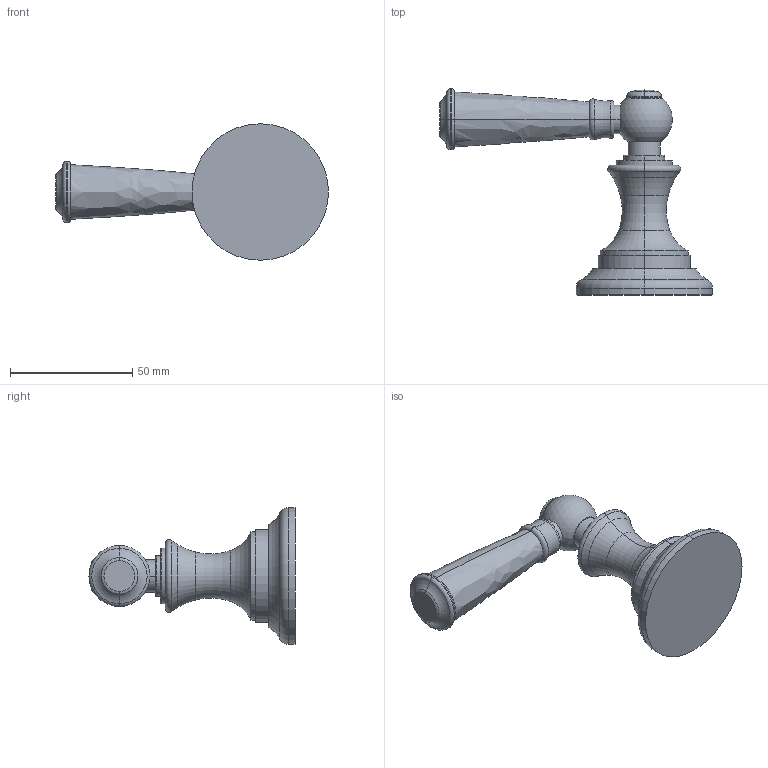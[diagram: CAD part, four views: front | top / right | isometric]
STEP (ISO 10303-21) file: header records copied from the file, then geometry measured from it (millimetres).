
FILE_DESCRIPTION((''),'2;1');
FILE_NAME('3-379','2021-01-01T16:11:16',('jinson.thomas'),(''),'CREO PARAMETRIC BY PTC INC, 2018400','CREO PARAMETRIC BY PTC INC, 2018400','');
FILE_SCHEMA(('CONFIG_CONTROL_DESIGN'));
Length unit declared in the file: inch
Products named in the file (1): 3-379
Bounding box: 111.76 x 84.38 x 55.88 mm (x, y, z)
Volume: 73358 mm3; surface area: 15960 mm2
Topology: 1 solids, 1 shells, 76 faces, 153 edges, 87 vertices
Faces by surface type: torus 40, cylinder 18, plane 12, sphere 4, bspline 2
Entity records: 2062 total; most frequent: DIRECTION 432, CARTESIAN_POINT 344, ORIENTED_EDGE 302, AXIS2_PLACEMENT_3D 207, EDGE_CURVE 151, CIRCLE 133, VERTEX_POINT 87, EDGE_LOOP 86
